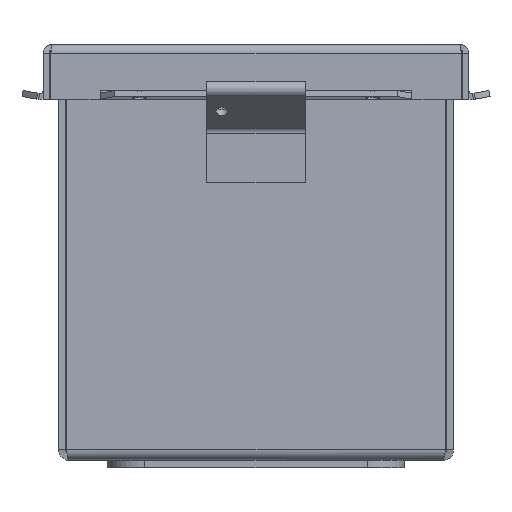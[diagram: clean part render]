
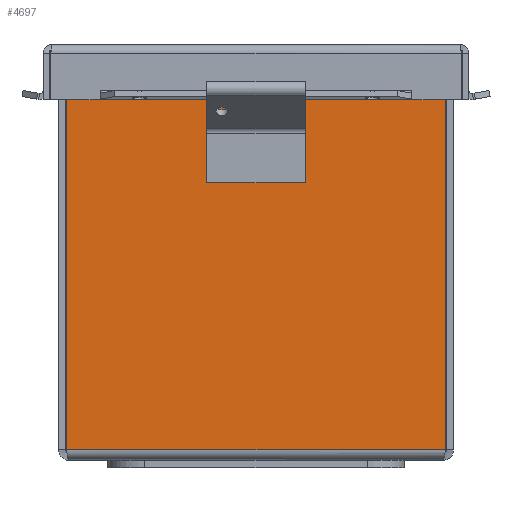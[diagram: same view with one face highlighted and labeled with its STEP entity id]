
A CAD part, front view. The second image highlights one B-rep face of the part: STEP entity #4697.
In plain terms, the highlighted planar face has unit normal (0, -1, 0).
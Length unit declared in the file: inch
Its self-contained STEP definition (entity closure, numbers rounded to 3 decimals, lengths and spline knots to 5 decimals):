
#3969=CARTESIAN_POINT('',(0.08107,0.,3.89475));
#3970=VERTEX_POINT('',#3969);
#3984=CARTESIAN_POINT('',(3.91893,0.,3.89475));
#3985=VERTEX_POINT('',#3984);
#3986=CARTESIAN_POINT('',(3.91893,0.,3.89475));
#3987=DIRECTION('',(-1.0,0.0,0.0));
#3988=VECTOR('',#3987,3.83786);
#3989=LINE('',#3986,#3988);
#3990=EDGE_CURVE('',#3985,#3970,#3989,.T.);
#4667=CARTESIAN_POINT('',(2.,0.,2.00797));
#4668=DIRECTION('',(0.0,1.0,0.0));
#4669=DIRECTION('',(1.0,0.0,0.0));
#4670=AXIS2_PLACEMENT_3D('',#4667,#4668,#4669);
#4671=PLANE('',#4670);
#4672=ORIENTED_EDGE('',*,*,#3990,.T.);
#4673=CARTESIAN_POINT('',(0.08107,0.,0.10525));
#4674=VERTEX_POINT('',#4673);
#4675=CARTESIAN_POINT('',(0.08107,0.,0.10525));
#4676=DIRECTION('',(0.0,0.0,1.0));
#4677=VECTOR('',#4676,3.7895);
#4678=LINE('',#4675,#4677);
#4679=EDGE_CURVE('',#4674,#3970,#4678,.T.);
#4680=ORIENTED_EDGE('',*,*,#4679,.F.);
#4681=CARTESIAN_POINT('',(3.91893,0.,0.10525));
#4682=VERTEX_POINT('',#4681);
#4683=CARTESIAN_POINT('',(0.08107,0.,0.10525));
#4684=DIRECTION('',(1.0,0.0,0.0));
#4685=VECTOR('',#4684,3.83786);
#4686=LINE('',#4683,#4685);
#4687=EDGE_CURVE('',#4674,#4682,#4686,.T.);
#4688=ORIENTED_EDGE('',*,*,#4687,.T.);
#4689=CARTESIAN_POINT('',(3.91893,0.,3.89475));
#4690=DIRECTION('',(0.0,0.0,-1.0));
#4691=VECTOR('',#4690,3.7895);
#4692=LINE('',#4689,#4691);
#4693=EDGE_CURVE('',#3985,#4682,#4692,.T.);
#4694=ORIENTED_EDGE('',*,*,#4693,.F.);
#4695=EDGE_LOOP('',(#4672,#4680,#4688,#4694));
#4696=FACE_OUTER_BOUND('',#4695,.T.);
#4697=ADVANCED_FACE('',(#4696),#4671,.F.);
